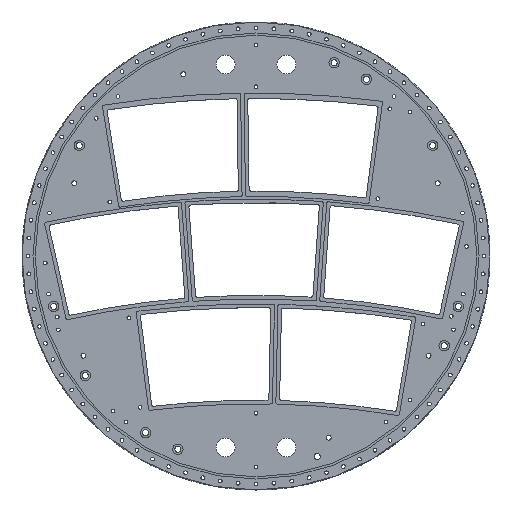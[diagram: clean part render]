
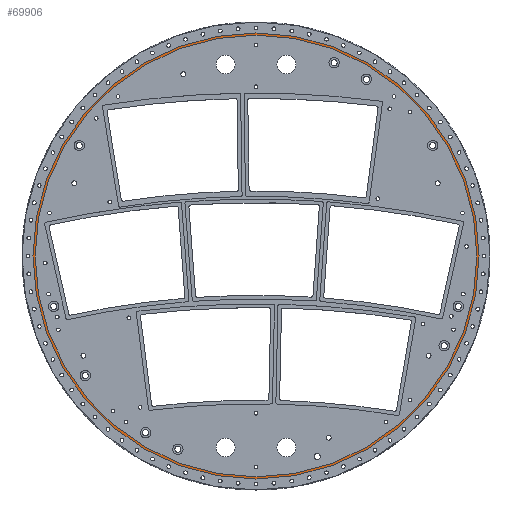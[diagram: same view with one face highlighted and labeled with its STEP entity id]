
A CAD part, top view. The second image highlights one B-rep face of the part: STEP entity #69906.
In plain terms, the highlighted planar face has unit normal (0, 0, 1).
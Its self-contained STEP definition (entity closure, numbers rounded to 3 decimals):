
#69844=CARTESIAN_POINT('',(363.35,0.,17.25));
#69845=VERTEX_POINT('',#69844);
#69846=CARTESIAN_POINT('',(0.0,0.0,17.25));
#69847=DIRECTION('',(0.0,0.0,1.0));
#69848=DIRECTION('',(-1.0,0.0,0.0));
#69849=AXIS2_PLACEMENT_3D('',#69846,#69847,#69848);
#69850=CIRCLE('',#69849,363.35);
#69851=EDGE_CURVE('',#69845,#69845,#69850,.T.);
#69872=CARTESIAN_POINT('',(367.0,0.,17.25));
#69873=VERTEX_POINT('',#69872);
#69874=CARTESIAN_POINT('',(0.0,0.0,17.25));
#69875=DIRECTION('',(0.0,0.0,1.0));
#69876=DIRECTION('',(-1.0,0.0,0.0));
#69877=AXIS2_PLACEMENT_3D('',#69874,#69875,#69876);
#69878=CIRCLE('',#69877,367.0);
#69879=EDGE_CURVE('',#69873,#69873,#69878,.T.);
#69895=CARTESIAN_POINT('',(0.0,0.0,17.25));
#69896=DIRECTION('',(0.0,0.0,-1.0));
#69897=DIRECTION('',(-1.0,0.0,0.0));
#69898=AXIS2_PLACEMENT_3D('',#69895,#69896,#69897);
#69899=PLANE('',#69898);
#69900=ORIENTED_EDGE('',*,*,#69879,.T.);
#69901=EDGE_LOOP('',(#69900));
#69902=FACE_OUTER_BOUND('',#69901,.T.);
#69903=ORIENTED_EDGE('',*,*,#69851,.F.);
#69904=EDGE_LOOP('',(#69903));
#69905=FACE_BOUND('',#69904,.T.);
#69906=ADVANCED_FACE('',(#69902,#69905),#69899,.F.);
